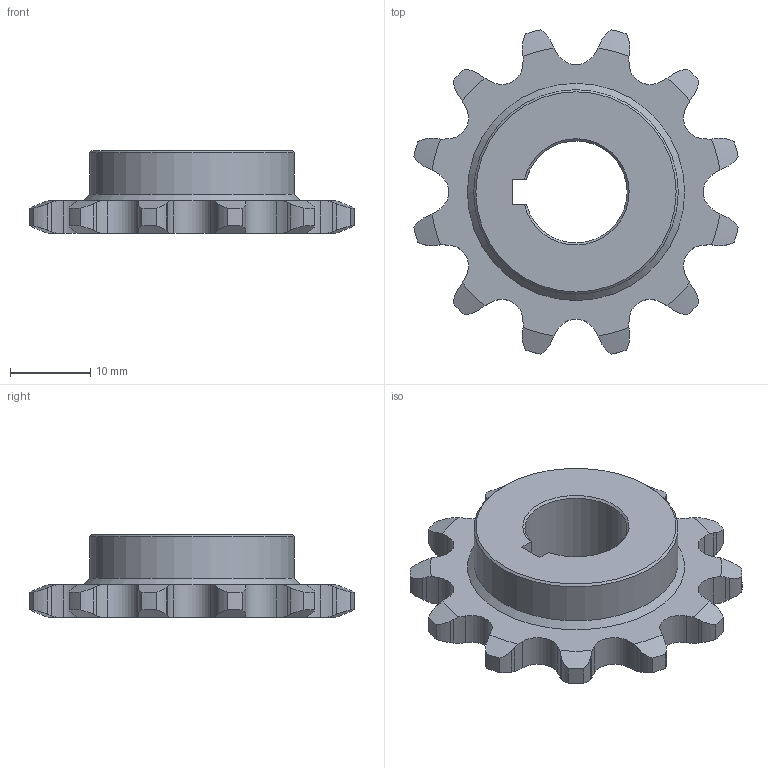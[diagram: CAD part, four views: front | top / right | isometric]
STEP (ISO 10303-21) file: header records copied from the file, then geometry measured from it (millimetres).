
FILE_DESCRIPTION(/* description */ (''),/* implementation_level */ '2;1');
FILE_NAME(/* name */ 'am-0019.stp',/* time_stamp */ '2019-11-25T16:38:50-08:00',/* author */ ('Phillips Lenovo'),/* organization */ ('Autodesk Inc.'),/* preprocessor_version */ 'ST-DEVELOPER v18',/* originating_system */ 'Autodesk Inventor 2020',/* authorisation */ '');
FILE_SCHEMA (('AUTOMOTIVE_DESIGN { 1 0 10303 214 3 1 1 }'));
Length unit declared in the file: inch
Products named in the file (1): am-0019
Bounding box: 40.31 x 40.31 x 10.29 mm (x, y, z)
Volume: 5890.4 mm3; surface area: 3297.7 mm2
Topology: 1 solids, 1 shells, 132 faces, 391 edges, 262 vertices
Faces by surface type: cylinder 74, plane 30, cone 28
Full cylindrical faces by diameter (mm): 25.4 x1
Entity records: 4855 total; most frequent: CARTESIAN_POINT 1422, ORIENTED_EDGE 782, DIRECTION 643, EDGE_CURVE 391, AXIS2_PLACEMENT_3D 267, VERTEX_POINT 262, B_SPLINE_CURVE_WITH_KNOTS 148, EDGE_LOOP 135
